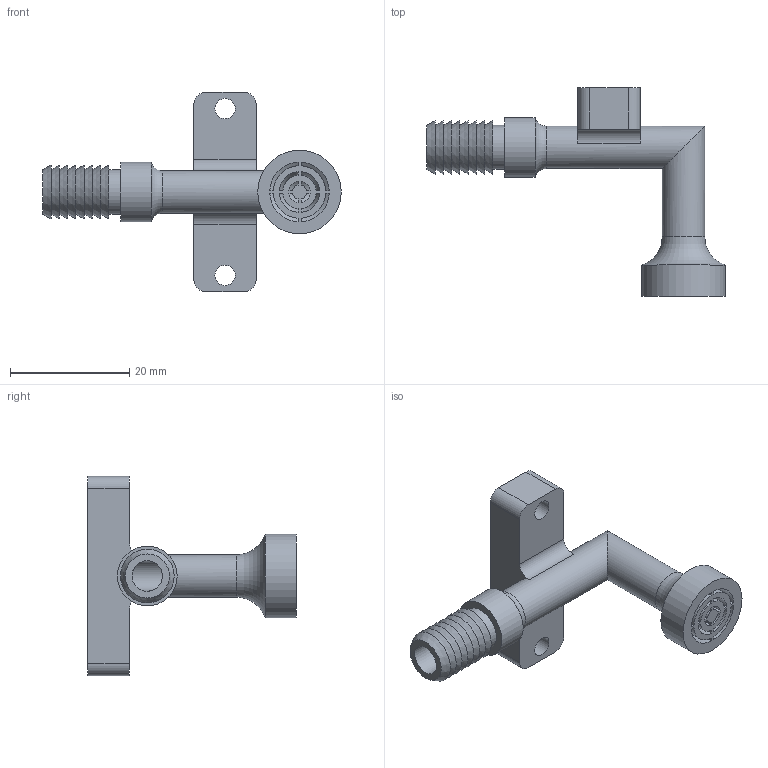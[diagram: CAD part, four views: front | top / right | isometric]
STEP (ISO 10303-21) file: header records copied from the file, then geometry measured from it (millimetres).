
FILE_DESCRIPTION(/* description */ ('STEP AP242 Edition 2','CAx-IF Rec.Pracs.---Representation and Presentation of Product Manufacturing Information (PMI)---4.0---2014-10-13','CAx-IF Rec.Pracs.---3D Tessellated Geometry---0.4---2014-09-14','2;1','CAx-IF Rec.Pracs.---User Defined Attributes---1.5---2016-08-15'),/* implementation_level */ '2;1');
FILE_NAME(/* name */ '692439c8b77c734f21b2d1e7',/* time_stamp */ '2025-11-24T10:56:09Z',/* author */ (''),/* organization */ (''),/* preprocessor_version */ 'ST-DEVELOPER v20',/* originating_system */ 'ONSHAPE BY PTC INC, 1.207',/* authorisation */ ' ');
FILE_SCHEMA (('AP242_MANAGED_MODEL_BASED_3D_ENGINEERING_MIM_LF { 1 0 10303 442 3 1 4 }'));
Length unit declared in the file: metre
Products named in the file (1): vacuum_tip
Bounding box: 50.09 x 35 x 33.45 mm (x, y, z)
Volume: 4549.9 mm3; surface area: 5243 mm2
Topology: 1 solids, 1 shells, 95 faces, 243 edges, 161 vertices
Faces by surface type: plane 43, cylinder 41, cone 8, torus 3
Full cylindrical faces by diameter (mm): 3.4 x2, 5.118 x1, 5.12 x2, 7.12 x2, 7.4 x1, 10 x1, 12 x1, 14 x1
Entity records: 2824 total; most frequent: DIRECTION 504, CARTESIAN_POINT 466, ORIENTED_EDGE 430, EDGE_CURVE 215, AXIS2_PLACEMENT_3D 193, EDGE_LOOP 156, FACE_BOUND 156, VERTEX_POINT 155
